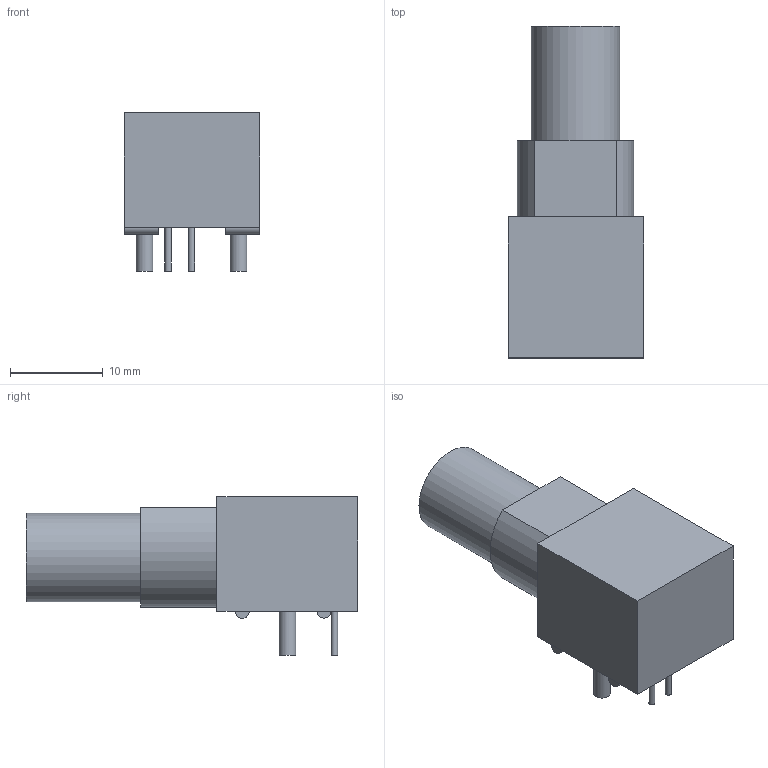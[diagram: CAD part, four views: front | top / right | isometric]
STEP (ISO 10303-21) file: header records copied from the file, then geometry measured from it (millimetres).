
FILE_DESCRIPTION(/* description */ (''),/* implementation_level */ '2;1');
FILE_NAME(/* name */ 'BNC-Angular.step',/* time_stamp */ '2021-11-03T17:23:47+03:00',/* author */ (''),/* organization */ (''),/* preprocessor_version */ 'ST-DEVELOPER v18.1',/* originating_system */ 'Autodesk Translation Framework v10.10.0.1391',/* authorisation */ '');
FILE_SCHEMA (('AUTOMOTIVE_DESIGN { 1 0 10303 214 3 1 1 }'));
Length unit declared in the file: millimetre
Products named in the file (1): BNC-Angular
Bounding box: 14.6 x 35.87 x 17.1 mm (x, y, z)
Volume: 3904.1 mm3; surface area: 2759.1 mm2
Topology: 12 solids, 12 shells, 62 faces, 114 edges, 76 vertices
Faces by surface type: plane 45, cylinder 17
Full cylindrical faces by diameter (mm): 0.7 x2, 0.8 x1, 1.8 x2, 3.6 x1, 9.1 x1, 9.6 x1
Entity records: 1576 total; most frequent: DIRECTION 274, CARTESIAN_POINT 253, ORIENTED_EDGE 228, EDGE_CURVE 114, AXIS2_PLACEMENT_3D 97, LINE 80, VECTOR 80, VERTEX_POINT 76
